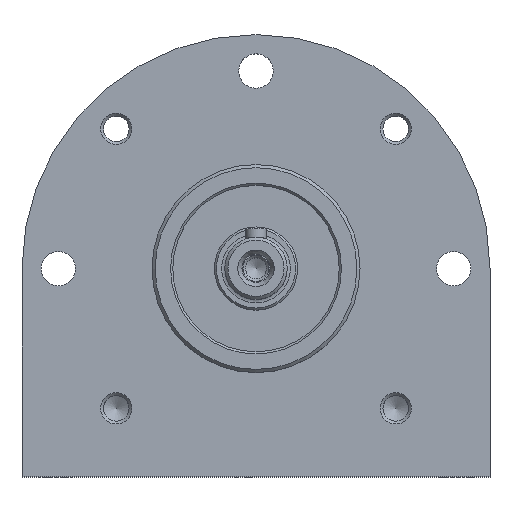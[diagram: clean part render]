
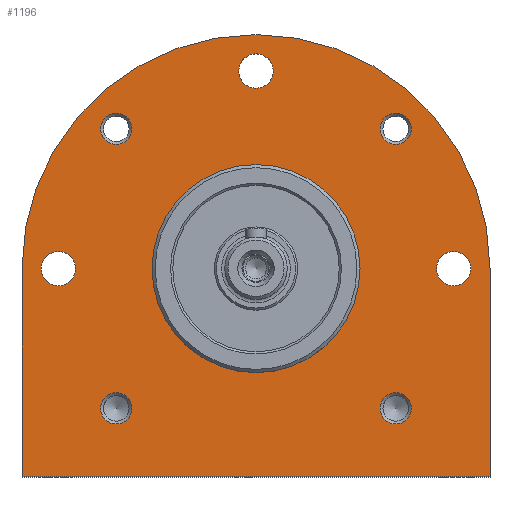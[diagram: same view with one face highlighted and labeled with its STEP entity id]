
A CAD part, top view. The second image highlights one B-rep face of the part: STEP entity #1196.
In plain terms, the highlighted planar face has unit normal (0, 0, 1).
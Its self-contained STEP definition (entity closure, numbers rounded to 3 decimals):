
#116=CIRCLE('',#1327,22.5);
#119=CIRCLE('',#1334,10.);
#120=CIRCLE('',#1335,1.65);
#121=CIRCLE('',#1336,1.65);
#122=CIRCLE('',#1337,1.65);
#123=CIRCLE('',#1338,1.5);
#124=CIRCLE('',#1339,1.5);
#125=CIRCLE('',#1340,1.5);
#126=CIRCLE('',#1341,1.5);
#265=ORIENTED_EDGE('',*,*,#505,.T.);
#266=ORIENTED_EDGE('',*,*,#506,.F.);
#267=ORIENTED_EDGE('',*,*,#507,.F.);
#268=ORIENTED_EDGE('',*,*,#508,.F.);
#269=ORIENTED_EDGE('',*,*,#509,.T.);
#270=ORIENTED_EDGE('',*,*,#510,.T.);
#271=ORIENTED_EDGE('',*,*,#511,.T.);
#272=ORIENTED_EDGE('',*,*,#512,.T.);
#273=ORIENTED_EDGE('',*,*,#496,.T.);
#274=ORIENTED_EDGE('',*,*,#499,.T.);
#275=ORIENTED_EDGE('',*,*,#504,.T.);
#276=ORIENTED_EDGE('',*,*,#500,.T.);
#496=EDGE_CURVE('',#624,#623,#116,.T.);
#499=EDGE_CURVE('',#623,#625,#736,.T.);
#500=EDGE_CURVE('',#626,#624,#737,.T.);
#504=EDGE_CURVE('',#625,#626,#739,.T.);
#505=EDGE_CURVE('',#629,#629,#119,.T.);
#506=EDGE_CURVE('',#630,#630,#120,.T.);
#507=EDGE_CURVE('',#631,#631,#121,.T.);
#508=EDGE_CURVE('',#632,#632,#122,.T.);
#509=EDGE_CURVE('',#633,#633,#123,.T.);
#510=EDGE_CURVE('',#634,#634,#124,.T.);
#511=EDGE_CURVE('',#635,#635,#125,.T.);
#512=EDGE_CURVE('',#636,#636,#126,.T.);
#623=VERTEX_POINT('',#1964);
#624=VERTEX_POINT('',#1966);
#625=VERTEX_POINT('',#1970);
#626=VERTEX_POINT('',#1974);
#629=VERTEX_POINT('',#1984);
#630=VERTEX_POINT('',#1986);
#631=VERTEX_POINT('',#1988);
#632=VERTEX_POINT('',#1990);
#633=VERTEX_POINT('',#1992);
#634=VERTEX_POINT('',#1994);
#635=VERTEX_POINT('',#1996);
#636=VERTEX_POINT('',#1998);
#736=LINE('',#1971,#781);
#737=LINE('',#1973,#782);
#739=LINE('',#1981,#784);
#781=VECTOR('',#1563,1000.);
#782=VECTOR('',#1566,1000.);
#784=VECTOR('',#1574,1000.);
#827=EDGE_LOOP('',(#265));
#828=EDGE_LOOP('',(#266));
#829=EDGE_LOOP('',(#267));
#830=EDGE_LOOP('',(#268));
#831=EDGE_LOOP('',(#269));
#832=EDGE_LOOP('',(#270));
#833=EDGE_LOOP('',(#271));
#834=EDGE_LOOP('',(#272));
#835=EDGE_LOOP('',(#273,#274,#275,#276));
#999=FACE_BOUND('',#827,.T.);
#1000=FACE_BOUND('',#828,.T.);
#1001=FACE_BOUND('',#829,.T.);
#1002=FACE_BOUND('',#830,.T.);
#1003=FACE_BOUND('',#831,.T.);
#1004=FACE_BOUND('',#832,.T.);
#1005=FACE_BOUND('',#833,.T.);
#1006=FACE_BOUND('',#834,.T.);
#1007=FACE_BOUND('',#835,.T.);
#1160=PLANE('',#1333);
#1196=ADVANCED_FACE('',(#999,#1000,#1001,#1002,#1003,#1004,#1005,#1006,
#1007),#1160,.T.);
#1327=AXIS2_PLACEMENT_3D('',#1965,#1557,#1558);
#1333=AXIS2_PLACEMENT_3D('',#1982,#1575,#1576);
#1334=AXIS2_PLACEMENT_3D('',#1983,#1577,#1578);
#1335=AXIS2_PLACEMENT_3D('',#1985,#1579,#1580);
#1336=AXIS2_PLACEMENT_3D('',#1987,#1581,#1582);
#1337=AXIS2_PLACEMENT_3D('',#1989,#1583,#1584);
#1338=AXIS2_PLACEMENT_3D('',#1991,#1585,#1586);
#1339=AXIS2_PLACEMENT_3D('',#1993,#1587,#1588);
#1340=AXIS2_PLACEMENT_3D('',#1995,#1589,#1590);
#1341=AXIS2_PLACEMENT_3D('',#1997,#1591,#1592);
#1557=DIRECTION('',(0.,0.,1.));
#1558=DIRECTION('',(1.,0.,0.));
#1563=DIRECTION('',(0.,-1.,0.));
#1566=DIRECTION('',(0.,1.,0.));
#1574=DIRECTION('',(1.,0.,0.));
#1575=DIRECTION('',(0.,0.,1.));
#1576=DIRECTION('',(1.,0.,0.));
#1577=DIRECTION('',(0.,0.,-1.));
#1578=DIRECTION('',(-1.,0.,0.));
#1579=DIRECTION('',(0.,0.,1.));
#1580=DIRECTION('',(1.,0.,0.));
#1581=DIRECTION('',(0.,0.,1.));
#1582=DIRECTION('',(1.,0.,0.));
#1583=DIRECTION('',(0.,0.,1.));
#1584=DIRECTION('',(1.,0.,0.));
#1585=DIRECTION('',(0.,0.,-1.));
#1586=DIRECTION('',(-1.,0.,0.));
#1587=DIRECTION('',(0.,0.,-1.));
#1588=DIRECTION('',(-1.,0.,0.));
#1589=DIRECTION('',(0.,0.,-1.));
#1590=DIRECTION('',(-1.,0.,0.));
#1591=DIRECTION('',(0.,0.,-1.));
#1592=DIRECTION('',(-1.,0.,0.));
#1964=CARTESIAN_POINT('',(-22.5,20.,41.5));
#1965=CARTESIAN_POINT('',(0.,20.,41.5));
#1966=CARTESIAN_POINT('',(22.5,20.,41.5));
#1970=CARTESIAN_POINT('',(-22.5,0.,41.5));
#1971=CARTESIAN_POINT('',(-22.5,20.,41.5));
#1973=CARTESIAN_POINT('',(22.5,0.,41.5));
#1974=CARTESIAN_POINT('',(22.5,0.,41.5));
#1981=CARTESIAN_POINT('',(-22.5,0.,41.5));
#1982=CARTESIAN_POINT('',(0.,20.,41.5));
#1983=CARTESIAN_POINT('',(0.,20.,41.5));
#1984=CARTESIAN_POINT('',(-10.,20.,41.5));
#1985=CARTESIAN_POINT('',(0.,39.,41.5));
#1986=CARTESIAN_POINT('',(1.65,39.,41.5));
#1987=CARTESIAN_POINT('',(-19.,20.,41.5));
#1988=CARTESIAN_POINT('',(-17.35,20.,41.5));
#1989=CARTESIAN_POINT('',(19.,20.,41.5));
#1990=CARTESIAN_POINT('',(20.65,20.,41.5));
#1991=CARTESIAN_POINT('',(-13.435,6.565,41.5));
#1992=CARTESIAN_POINT('',(-14.935,6.565,41.5));
#1993=CARTESIAN_POINT('',(-13.435,33.435,41.5));
#1994=CARTESIAN_POINT('',(-14.935,33.435,41.5));
#1995=CARTESIAN_POINT('',(13.435,6.565,41.5));
#1996=CARTESIAN_POINT('',(11.935,6.565,41.5));
#1997=CARTESIAN_POINT('',(13.435,33.435,41.5));
#1998=CARTESIAN_POINT('',(11.935,33.435,41.5));
